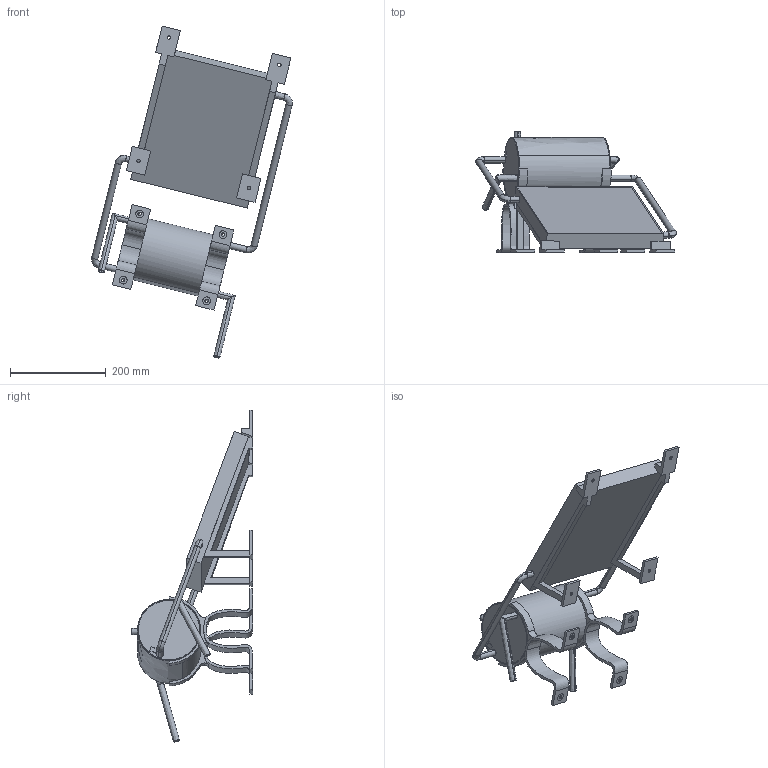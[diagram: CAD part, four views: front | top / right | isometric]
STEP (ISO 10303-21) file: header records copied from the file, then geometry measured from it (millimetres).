
FILE_DESCRIPTION(('FreeCAD Model'),'2;1');
FILE_NAME('Open CASCADE Shape Model','2025-05-29T09:09:00',('FreeCAD'),( 'FreeCAD'),'Open CASCADE STEP processor 7.6','FreeCAD','Unknown');
FILE_SCHEMA(('AUTOMOTIVE_DESIGN { 1 0 10303 214 1 1 1 1 }'));
Length unit declared in the file: millimetre
Products named in the file (1): Open CASCADE STEP translator 7.6 1
Bounding box: 418.67 x 252.45 x 692.47 mm (x, y, z)
Volume: 1156305.9 mm3; surface area: 991710.3 mm2
Topology: 15 solids, 18 shells, 630 faces, 1552 edges, 990 vertices
Faces by surface type: bspline 630
Entity records: 23074 total; most frequent: CARTESIAN_POINT 13784, ORIENTED_EDGE 3104, EDGE_CURVE 1552, B_SPLINE_CURVE_WITH_KNOTS 1164, VERTEX_POINT 990, FACE_BOUND 712, EDGE_LOOP 712, ADVANCED_FACE 630
